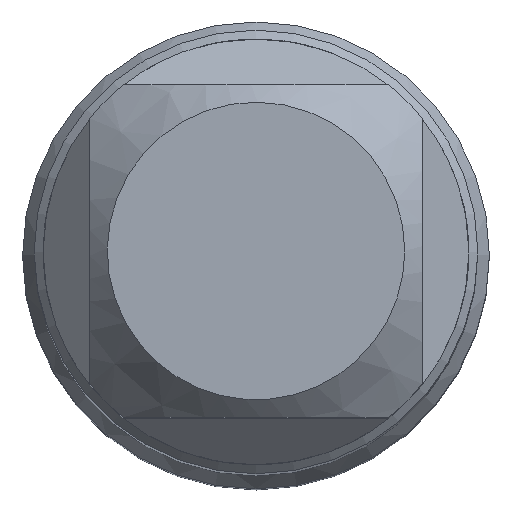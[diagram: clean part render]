
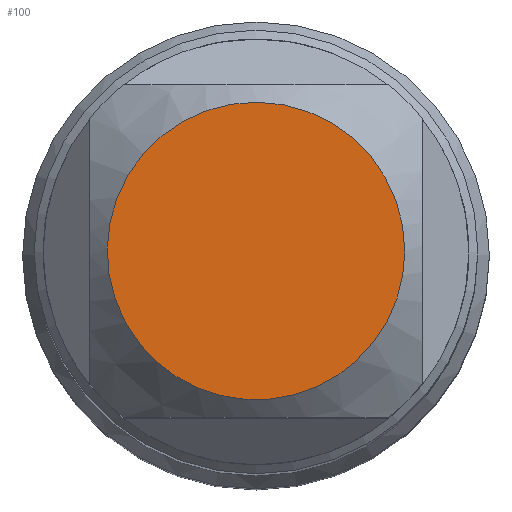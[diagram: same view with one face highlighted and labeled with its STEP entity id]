
A CAD part, top view. The second image highlights one B-rep face of the part: STEP entity #100.
In plain terms, the highlighted planar face has unit normal (0, 0, 1).
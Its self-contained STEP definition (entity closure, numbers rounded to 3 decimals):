
#70=FACE_OUTER_BOUND('',#168,.T.);
#100=ADVANCED_FACE('',(#70),#118,.F.);
#118=PLANE('',#411);
#168=EDGE_LOOP('',(#204));
#204=ORIENTED_EDGE('',*,*,#301,.T.);
#272=VERTEX_POINT('',#597);
#301=EDGE_CURVE('',#272,#272,#338,.T.);
#338=CIRCLE('',#410,3.245);
#410=AXIS2_PLACEMENT_3D('',#596,#478,#479);
#411=AXIS2_PLACEMENT_3D('',#598,#480,#481);
#478=DIRECTION('',(0.,0.,1.));
#479=DIRECTION('',(1.,0.,0.));
#480=DIRECTION('',(0.,0.,-1.));
#481=DIRECTION('',(-1.,0.,0.));
#596=CARTESIAN_POINT('',(0.,0.,0.));
#597=CARTESIAN_POINT('',(3.245,0.,0.));
#598=CARTESIAN_POINT('',(5.139,0.,0.));
